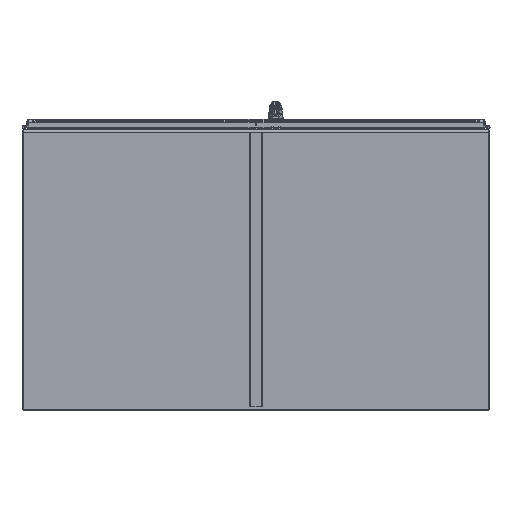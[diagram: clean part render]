
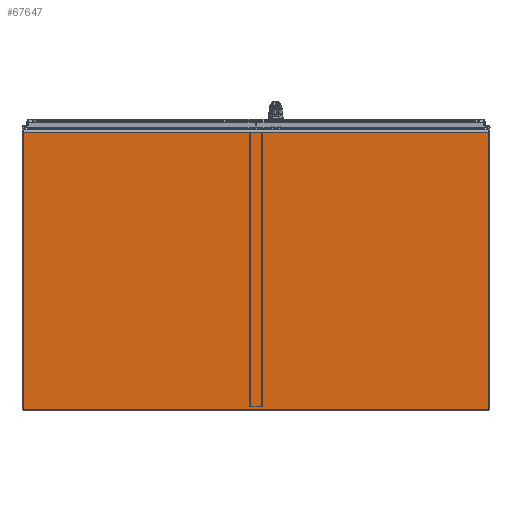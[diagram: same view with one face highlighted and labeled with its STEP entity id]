
A CAD part, front view. The second image highlights one B-rep face of the part: STEP entity #67647.
In plain terms, the highlighted face is planar.
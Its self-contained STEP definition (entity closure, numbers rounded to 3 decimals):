
#12627=PLANE('',#71701);
#14474=LINE('',#97375,#19542);
#14479=LINE('',#97391,#19547);
#14482=LINE('',#97397,#19550);
#14483=LINE('',#97398,#19551);
#19542=VECTOR('',#79733,0.394);
#19547=VECTOR('',#79754,0.394);
#19550=VECTOR('',#79759,0.394);
#19551=VECTOR('',#79760,0.394);
#24198=FACE_OUTER_BOUND('',#27122,.T.);
#27122=EDGE_LOOP('',(#55426,#55427,#55428,#55429));
#34040=VERTEX_POINT('',#97372);
#34041=VERTEX_POINT('',#97374);
#34044=VERTEX_POINT('',#97390);
#34046=VERTEX_POINT('',#97396);
#43616=EDGE_CURVE('',#34041,#34040,#14474,.T.);
#43624=EDGE_CURVE('',#34041,#34044,#14479,.T.);
#43627=EDGE_CURVE('',#34046,#34040,#14482,.T.);
#43628=EDGE_CURVE('',#34044,#34046,#14483,.T.);
#55426=ORIENTED_EDGE('',*,*,#43616,.T.);
#55427=ORIENTED_EDGE('',*,*,#43627,.F.);
#55428=ORIENTED_EDGE('',*,*,#43628,.F.);
#55429=ORIENTED_EDGE('',*,*,#43624,.F.);
#67647=ADVANCED_FACE('',(#24198),#12627,.T.);
#71701=AXIS2_PLACEMENT_3D('',#97395,#79757,#79758);
#79733=DIRECTION('',(1.,0.,0.));
#79754=DIRECTION('',(0.,1.,0.));
#79757=DIRECTION('center_axis',(0.,0.,1.));
#79758=DIRECTION('ref_axis',(1.,0.,0.));
#79759=DIRECTION('',(0.,-1.,0.));
#79760=DIRECTION('',(1.,0.,0.));
#97372=CARTESIAN_POINT('',(29.929,-17.612,0.134));
#97374=CARTESIAN_POINT('',(-29.929,-17.612,0.134));
#97375=CARTESIAN_POINT('',(-14.964,-17.612,0.134));
#97390=CARTESIAN_POINT('',(-29.929,17.996,0.134));
#97391=CARTESIAN_POINT('',(-29.929,-17.996,0.134));
#97395=CARTESIAN_POINT('Origin',(0.,0.,
0.134));
#97396=CARTESIAN_POINT('',(29.929,17.996,0.134));
#97397=CARTESIAN_POINT('',(29.929,17.996,0.134));
#97398=CARTESIAN_POINT('',(-29.929,17.996,0.134));
